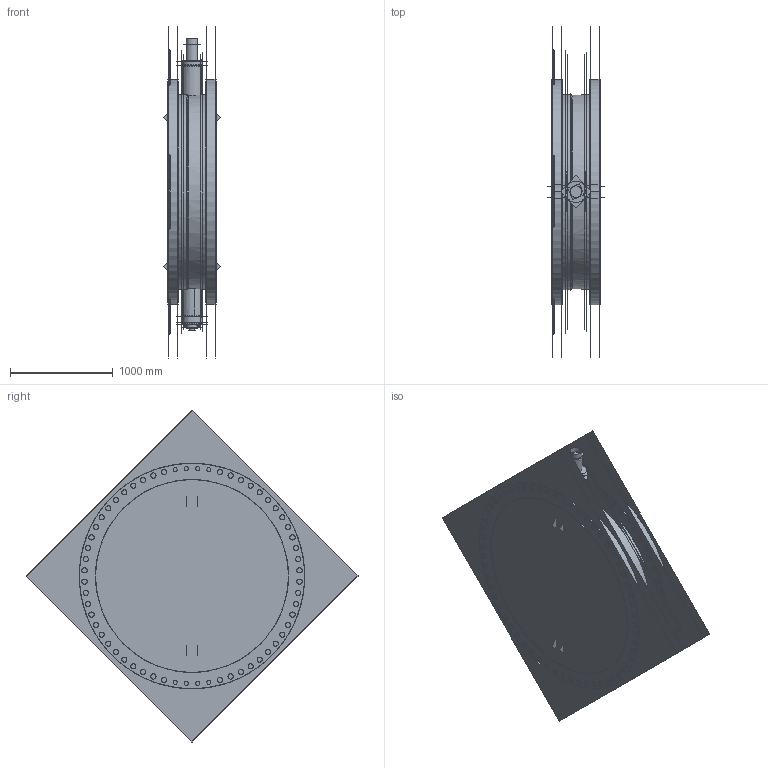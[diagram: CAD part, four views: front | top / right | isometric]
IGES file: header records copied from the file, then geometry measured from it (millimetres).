
Start section:  PTC IGES file: class_250ii_fl_x_fl-72-inch-han_asm.igs
Global section: file name: class_250ii_fl_x_fl-72-inch-han_asm.igs; native system: Creo Parametric by Parametric Technology Corporation; preprocessor: 2013050; author: HAPPY; organization: Unknown; date: 20161214.170452; units: inch
Bounding box: 560.92 x 3232.01 x 3232.01 mm (x, y, z)
Volume: 680146874.4 mm3; surface area: 129059868.6 mm2
Topology: 9 solids, 9 shells, 2114 faces, 11916 edges, 15706 vertices
Faces by surface type: revolution 1960, bspline 154
